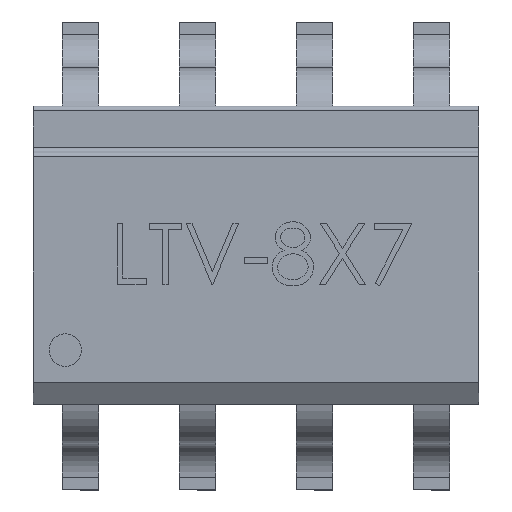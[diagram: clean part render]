
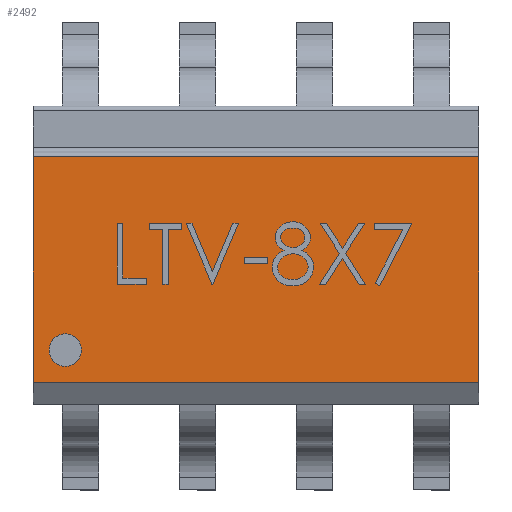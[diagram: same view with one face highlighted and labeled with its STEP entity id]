
A CAD part, top view. The second image highlights one B-rep face of the part: STEP entity #2492.
In plain terms, the highlighted planar face has unit normal (0, 0, 1).
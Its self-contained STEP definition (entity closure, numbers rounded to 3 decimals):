
#147 = EDGE_CURVE ( 'NONE', #578, #1421, #4191, .T. ) ;
#462 = CARTESIAN_POINT ( 'NONE',  ( -4.84, 2.15, 3.5 ) ) ;
#578 = VERTEX_POINT ( 'NONE', #3207 ) ;
#764 = VERTEX_POINT ( 'NONE', #3700 ) ;
#800 = FACE_OUTER_BOUND ( 'NONE', #1743, .T. ) ;
#813 = CARTESIAN_POINT ( 'NONE',  ( 0., -2.75, 3.5 ) ) ;
#909 = LINE ( 'NONE', #1566, #2641 ) ;
#952 = DIRECTION ( 'NONE',  ( 0., -1., 0. ) ) ;
#1051 = VECTOR ( 'NONE', #2529, 1000. ) ;
#1194 = DIRECTION ( 'NONE',  ( -1., 0., 0. ) ) ;
#1421 = VERTEX_POINT ( 'NONE', #1493 ) ;
#1493 = CARTESIAN_POINT ( 'NONE',  ( 4.84, -2.75, 3.5 ) ) ;
#1566 = CARTESIAN_POINT ( 'NONE',  ( -4.84, -3.25, 3.5 ) ) ;
#1649 = DIRECTION ( 'NONE',  ( -1., 0., 0. ) ) ;
#1743 = EDGE_LOOP ( 'NONE', ( #3510, #2955, #2279, #3155 ) ) ;
#1903 = EDGE_CURVE ( 'NONE', #764, #2939, #1988, .T. ) ;
#1988 = LINE ( 'NONE', #4013, #3647 ) ;
#2045 = EDGE_CURVE ( 'NONE', #1421, #764, #2479, .T. ) ;
#2102 = PLANE ( 'NONE',  #2313 ) ;
#2176 = CARTESIAN_POINT ( 'NONE',  ( 4.84, -3.25, 3.5 ) ) ;
#2226 = EDGE_CURVE ( 'NONE', #2939, #578, #909, .T. ) ;
#2279 = ORIENTED_EDGE ( 'NONE', *, *, #2226, .T. ) ;
#2313 = AXIS2_PLACEMENT_3D ( 'NONE', #3920, #3891, #1194 ) ;
#2479 = LINE ( 'NONE', #2176, #3507 ) ;
#2492 = ADVANCED_FACE ( 'NONE', ( #800 ), #2102, .F. ) ;
#2529 = DIRECTION ( 'NONE',  ( 1., 0., 0. ) ) ;
#2641 = VECTOR ( 'NONE', #952, 1000. ) ;
#2939 = VERTEX_POINT ( 'NONE', #462 ) ;
#2955 = ORIENTED_EDGE ( 'NONE', *, *, #1903, .T. ) ;
#3155 = ORIENTED_EDGE ( 'NONE', *, *, #147, .T. ) ;
#3207 = CARTESIAN_POINT ( 'NONE',  ( -4.84, -2.75, 3.5 ) ) ;
#3507 = VECTOR ( 'NONE', #3877, 1000. ) ;
#3510 = ORIENTED_EDGE ( 'NONE', *, *, #2045, .T. ) ;
#3647 = VECTOR ( 'NONE', #1649, 1000. ) ;
#3700 = CARTESIAN_POINT ( 'NONE',  ( 4.84, 2.15, 3.5 ) ) ;
#3877 = DIRECTION ( 'NONE',  ( 0., 1., 0. ) ) ;
#3891 = DIRECTION ( 'NONE',  ( 0., 0., -1. ) ) ;
#3920 = CARTESIAN_POINT ( 'NONE',  ( 0., 0., 3.5 ) ) ;
#4013 = CARTESIAN_POINT ( 'NONE',  ( 0., 2.15, 3.5 ) ) ;
#4191 = LINE ( 'NONE', #813, #1051 ) ;
